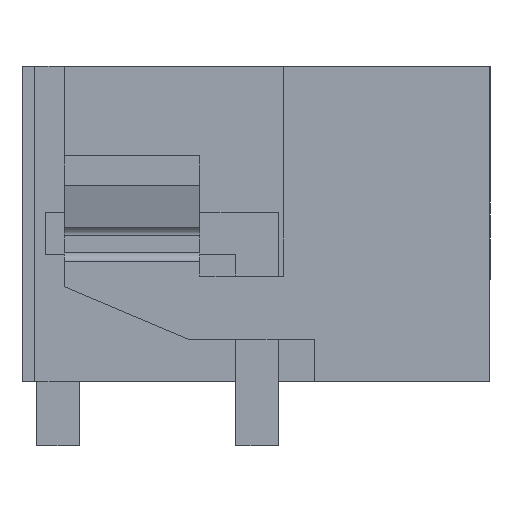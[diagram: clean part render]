
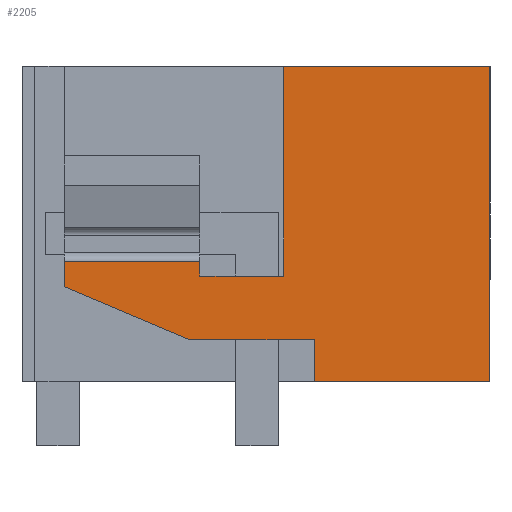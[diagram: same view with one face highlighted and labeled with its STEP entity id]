
A CAD part, left-side view. The second image highlights one B-rep face of the part: STEP entity #2205.
In plain terms, the highlighted planar face has unit normal (-1, 0, 0).
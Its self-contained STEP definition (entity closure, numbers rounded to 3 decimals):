
#2147=AXIS2_PLACEMENT_3D('Plane Axis2P3D',#2144,#2145,#2146) ;
#659=CARTESIAN_POINT('Vertex',(0.,4.875,8.95)) ;
#662=CARTESIAN_POINT('Line Origine',(0.,2.438,8.95)) ;
#666=CARTESIAN_POINT('Vertex',(0.,0.,8.95)) ;
#1169=CARTESIAN_POINT('Vertex',(0.,0.,1.5)) ;
#1172=CARTESIAN_POINT('Line Origine',(0.,2.075,1.5)) ;
#1176=CARTESIAN_POINT('Vertex',(0.,4.15,1.5)) ;
#1935=CARTESIAN_POINT('Vertex',(0.,10.05,3.75)) ;
#1938=CARTESIAN_POINT('Line Origine',(0.,10.05,4.05)) ;
#1942=CARTESIAN_POINT('Vertex',(0.,10.05,4.35)) ;
#2129=CARTESIAN_POINT('Vertex',(0.,4.875,4.)) ;
#2132=CARTESIAN_POINT('Line Origine',(0.,4.875,6.475)) ;
#2144=CARTESIAN_POINT('Axis2P3D Location',(0.,11.05,-1.7)) ;
#2149=CARTESIAN_POINT('Line Origine',(0.,0.,5.225)) ;
#2154=CARTESIAN_POINT('Line Origine',(0.,5.863,4.)) ;
#2158=CARTESIAN_POINT('Vertex',(0.,6.85,4.)) ;
#2161=CARTESIAN_POINT('Line Origine',(0.,6.85,4.175)) ;
#2165=CARTESIAN_POINT('Vertex',(0.,6.85,4.35)) ;
#2168=CARTESIAN_POINT('Line Origine',(0.,8.45,4.35)) ;
#2173=CARTESIAN_POINT('Line Origine',(0.,8.571,3.123)) ;
#2177=CARTESIAN_POINT('Vertex',(0.,7.092,2.497)) ;
#2180=CARTESIAN_POINT('Line Origine',(0.,5.621,2.497)) ;
#2184=CARTESIAN_POINT('Vertex',(0.,4.15,2.497)) ;
#2187=CARTESIAN_POINT('Line Origine',(0.,4.15,1.998)) ;
#663=DIRECTION('Vector Direction',(0.,-1.,0.)) ;
#1173=DIRECTION('Vector Direction',(0.,1.,0.)) ;
#1939=DIRECTION('Vector Direction',(0.,0.,-1.)) ;
#2133=DIRECTION('Vector Direction',(0.,0.,1.)) ;
#2145=DIRECTION('Axis2P3D Direction',(-1.,0.,0.)) ;
#2146=DIRECTION('Axis2P3D XDirection',(0.,-1.,0.)) ;
#2150=DIRECTION('Vector Direction',(0.,0.,-1.)) ;
#2155=DIRECTION('Vector Direction',(0.,1.,0.)) ;
#2162=DIRECTION('Vector Direction',(0.,0.,1.)) ;
#2169=DIRECTION('Vector Direction',(0.,-1.,0.)) ;
#2174=DIRECTION('Vector Direction',(0.,0.921,0.39)) ;
#2181=DIRECTION('Vector Direction',(0.,-1.,0.)) ;
#2188=DIRECTION('Vector Direction',(0.,0.,-1.)) ;
#664=VECTOR('Line Direction',#663,1.) ;
#1174=VECTOR('Line Direction',#1173,1.) ;
#1940=VECTOR('Line Direction',#1939,1.) ;
#2134=VECTOR('Line Direction',#2133,1.) ;
#2151=VECTOR('Line Direction',#2150,1.) ;
#2156=VECTOR('Line Direction',#2155,1.) ;
#2163=VECTOR('Line Direction',#2162,1.) ;
#2170=VECTOR('Line Direction',#2169,1.) ;
#2175=VECTOR('Line Direction',#2174,1.) ;
#2182=VECTOR('Line Direction',#2181,1.) ;
#2189=VECTOR('Line Direction',#2188,1.) ;
#2193=ORIENTED_EDGE('',*,*,#1178,.T.) ;
#2194=ORIENTED_EDGE('',*,*,#2153,.T.) ;
#2195=ORIENTED_EDGE('',*,*,#668,.T.) ;
#2196=ORIENTED_EDGE('',*,*,#2136,.T.) ;
#2197=ORIENTED_EDGE('',*,*,#2160,.T.) ;
#2198=ORIENTED_EDGE('',*,*,#2167,.T.) ;
#2199=ORIENTED_EDGE('',*,*,#2172,.F.) ;
#2200=ORIENTED_EDGE('',*,*,#1944,.T.) ;
#2201=ORIENTED_EDGE('',*,*,#2179,.T.) ;
#2202=ORIENTED_EDGE('',*,*,#2186,.T.) ;
#2203=ORIENTED_EDGE('',*,*,#2191,.T.) ;
#2205=ADVANCED_FACE('HOUSING',(#2204),#2148,.T.) ;
#668=EDGE_CURVE('',#667,#660,#665,.F.) ;
#1178=EDGE_CURVE('',#1177,#1170,#1175,.F.) ;
#1944=EDGE_CURVE('',#1943,#1936,#1941,.T.) ;
#2136=EDGE_CURVE('',#660,#2130,#2135,.F.) ;
#2153=EDGE_CURVE('',#1170,#667,#2152,.F.) ;
#2160=EDGE_CURVE('',#2130,#2159,#2157,.T.) ;
#2167=EDGE_CURVE('',#2159,#2166,#2164,.T.) ;
#2172=EDGE_CURVE('',#1943,#2166,#2171,.T.) ;
#2179=EDGE_CURVE('',#1936,#2178,#2176,.F.) ;
#2186=EDGE_CURVE('',#2178,#2185,#2183,.T.) ;
#2191=EDGE_CURVE('',#2185,#1177,#2190,.T.) ;
#2192=EDGE_LOOP('',(#2193,#2194,#2195,#2196,#2197,#2198,#2199,#2200,#2201,#2202,#2203)) ;
#2204=FACE_OUTER_BOUND('',#2192,.T.) ;
#665=LINE('Line',#662,#664) ;
#1175=LINE('Line',#1172,#1174) ;
#1941=LINE('Line',#1938,#1940) ;
#2135=LINE('Line',#2132,#2134) ;
#2152=LINE('Line',#2149,#2151) ;
#2157=LINE('Line',#2154,#2156) ;
#2164=LINE('Line',#2161,#2163) ;
#2171=LINE('Line',#2168,#2170) ;
#2176=LINE('Line',#2173,#2175) ;
#2183=LINE('Line',#2180,#2182) ;
#2190=LINE('Line',#2187,#2189) ;
#2148=PLANE('',#2147) ;
#660=VERTEX_POINT('',#659) ;
#667=VERTEX_POINT('',#666) ;
#1170=VERTEX_POINT('',#1169) ;
#1177=VERTEX_POINT('',#1176) ;
#1936=VERTEX_POINT('',#1935) ;
#1943=VERTEX_POINT('',#1942) ;
#2130=VERTEX_POINT('',#2129) ;
#2159=VERTEX_POINT('',#2158) ;
#2166=VERTEX_POINT('',#2165) ;
#2178=VERTEX_POINT('',#2177) ;
#2185=VERTEX_POINT('',#2184) ;
